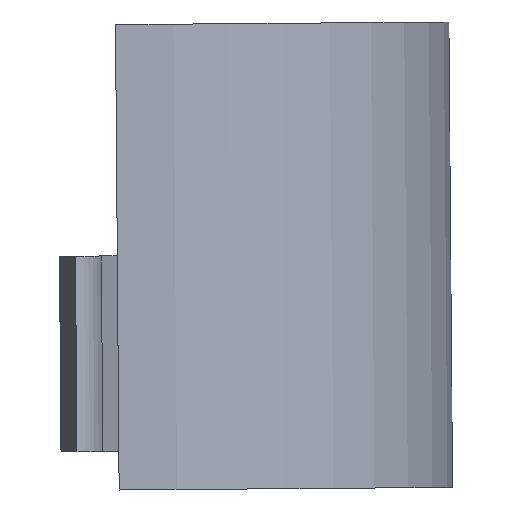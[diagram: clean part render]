
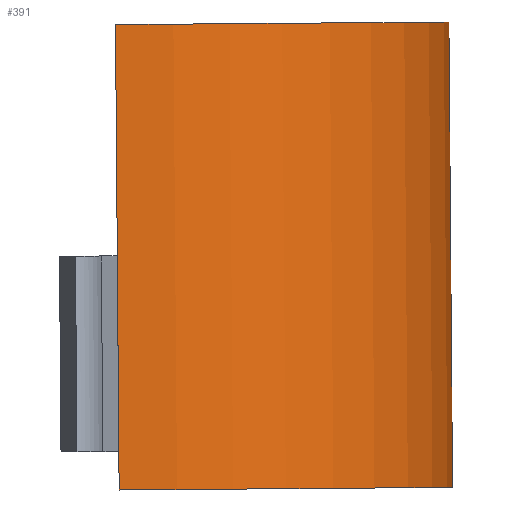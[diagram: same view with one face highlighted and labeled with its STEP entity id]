
A CAD part, front view. The second image highlights one B-rep face of the part: STEP entity #391.
In plain terms, the highlighted cylindrical face has radius 17.3 mm (diameter 34.6 mm), a partial arc.
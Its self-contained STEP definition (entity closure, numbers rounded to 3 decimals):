
#19=CIRCLE('',#432,17.3);
#20=CIRCLE('',#433,17.3);
#27=CYLINDRICAL_SURFACE('',#431,17.3);
#42=FACE_OUTER_BOUND('',#66,.T.);
#66=EDGE_LOOP('',(#312,#313,#314,#315));
#79=LINE('',#565,#123);
#81=LINE('',#568,#125);
#123=VECTOR('',#454,10.);
#125=VECTOR('',#456,10.);
#166=VERTEX_POINT('',#561);
#167=VERTEX_POINT('',#562);
#168=VERTEX_POINT('',#564);
#169=VERTEX_POINT('',#566);
#203=EDGE_CURVE('',#166,#168,#79,.T.);
#205=EDGE_CURVE('',#167,#169,#81,.T.);
#234=EDGE_CURVE('',#167,#166,#19,.T.);
#235=EDGE_CURVE('',#168,#169,#20,.T.);
#312=ORIENTED_EDGE('',*,*,#234,.F.);
#313=ORIENTED_EDGE('',*,*,#205,.T.);
#314=ORIENTED_EDGE('',*,*,#235,.F.);
#315=ORIENTED_EDGE('',*,*,#203,.F.);
#391=ADVANCED_FACE('',(#42),#27,.T.);
#431=AXIS2_PLACEMENT_3D('',#626,#507,#508);
#432=AXIS2_PLACEMENT_3D('',#627,#509,#510);
#433=AXIS2_PLACEMENT_3D('',#628,#511,#512);
#454=DIRECTION('',(-0.008,0.,1.));
#456=DIRECTION('',(-0.008,0.,1.));
#507=DIRECTION('center_axis',(-0.008,0.,
1.));
#508=DIRECTION('ref_axis',(1.,0.,0.008));
#509=DIRECTION('center_axis',(0.008,0.,
-1.));
#510=DIRECTION('ref_axis',(-1.,0.,-0.008));
#511=DIRECTION('center_axis',(-0.008,0.,
1.));
#512=DIRECTION('ref_axis',(-1.,0.,-0.008));
#561=CARTESIAN_POINT('',(257.193,-18.015,-12.452));
#562=CARTESIAN_POINT('',(257.193,16.585,-12.452));
#564=CARTESIAN_POINT('',(257.004,-18.015,11.697));
#565=CARTESIAN_POINT('',(257.193,-18.015,-12.452));
#566=CARTESIAN_POINT('',(257.004,16.585,11.697));
#568=CARTESIAN_POINT('',(257.193,16.585,-12.452));
#626=CARTESIAN_POINT('Origin',(257.193,-0.715,-12.452));
#627=CARTESIAN_POINT('Origin',(257.193,-0.715,-12.452));
#628=CARTESIAN_POINT('Origin',(257.004,-0.715,11.697));
